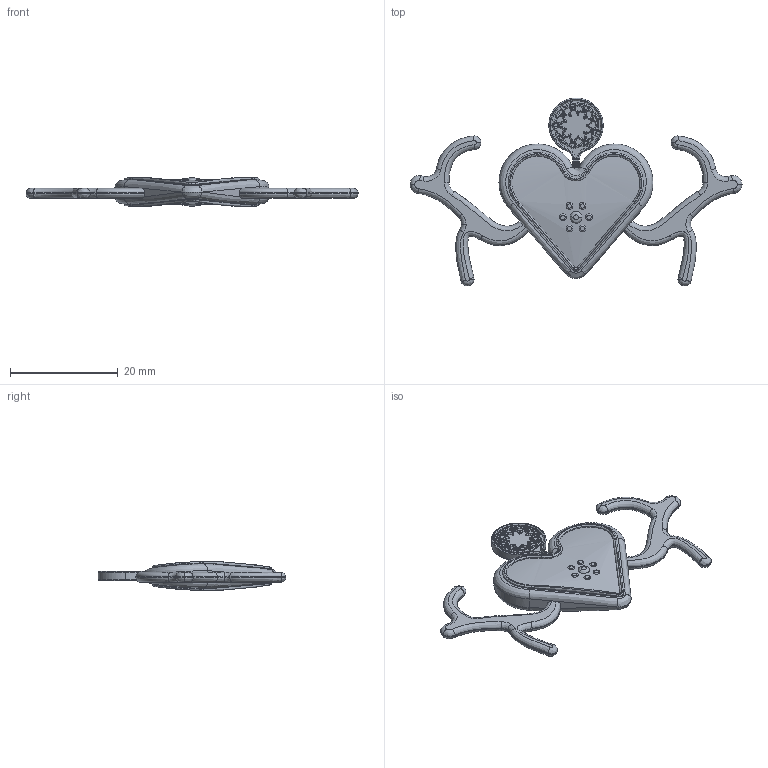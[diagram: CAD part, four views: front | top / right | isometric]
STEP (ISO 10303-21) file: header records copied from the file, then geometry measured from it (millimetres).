
FILE_DESCRIPTION(('FreeCAD Model'),'2;1');
FILE_NAME('Open CASCADE Shape Model','2025-05-04T14:04:43',('FreeCAD'),( 'FreeCAD'),'Open CASCADE STEP processor 7.6','FreeCAD','Unknown');
FILE_SCHEMA(('AUTOMOTIVE_DESIGN { 1 0 10303 214 1 1 1 1 }'));
Products named in the file (1): Open CASCADE STEP translator 7.6 1
Bounding box: 61.74 x 34.92 x 5.36 mm (x, y, z)
Volume: 2426.9 mm3; surface area: 2333.1 mm2
Topology: 1 solids, 1 shells, 1166 faces, 2826 edges, 1674 vertices
Faces by surface type: bspline 1166
Entity records: 43842 total; most frequent: CARTESIAN_POINT 29248, ORIENTED_EDGE 5628, EDGE_CURVE 2814, VERTEX_POINT 1674, FACE_BOUND 1190, EDGE_LOOP 1190, ADVANCED_FACE 1166, B_SPLINE_CURVE_WITH_KNOTS 803
